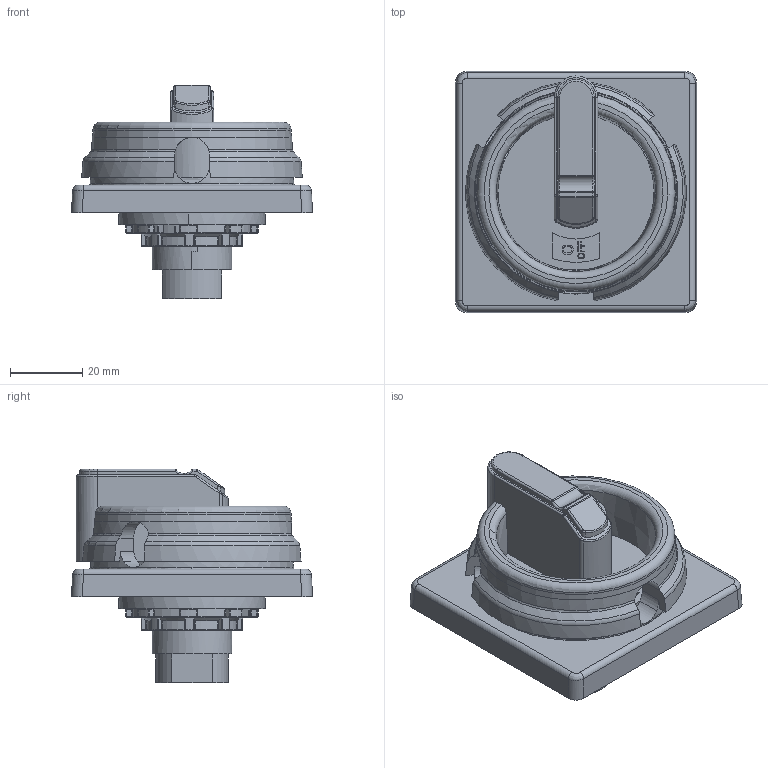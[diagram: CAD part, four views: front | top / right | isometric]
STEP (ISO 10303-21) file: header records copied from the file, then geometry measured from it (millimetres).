
FILE_DESCRIPTION((''),'2;1');
FILE_NAME('OZ331PB_SW0001','2023-09-21T11:24:45',('FIANLEH10'),(''),'CREO PARAMETRIC BY PTC INC, 2020184','CREO PARAMETRIC BY PTC INC, 2020184','');
FILE_SCHEMA(('AUTOMOTIVE_DESIGN { 1 0 10303 214 1 1 1 1 }'));
Length unit declared in the file: millimetre
Products named in the file (1): OZ331PB_SW0001
Bounding box: 66.6 x 66.6 x 59 mm (x, y, z)
Volume: 75677.8 mm3; surface area: 21427.6 mm2
Topology: 1 solids, 1 shells, 693 faces, 1848 edges, 1141 vertices
Faces by surface type: cylinder 246, plane 222, torus 133, sphere 40, cone 29, bspline 12, extrusion 11
Entity records: 30085 total; most frequent: CARTESIAN_POINT 7358, ORIENTED_EDGE 3656, DIRECTION 3613, EDGE_CURVE 1828, AXIS2_PLACEMENT_3D 1366, VERTEX_POINT 1141, VECTOR 878, LINE 867
